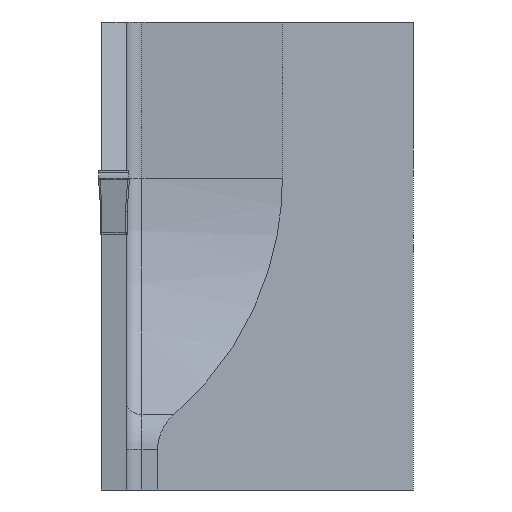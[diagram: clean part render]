
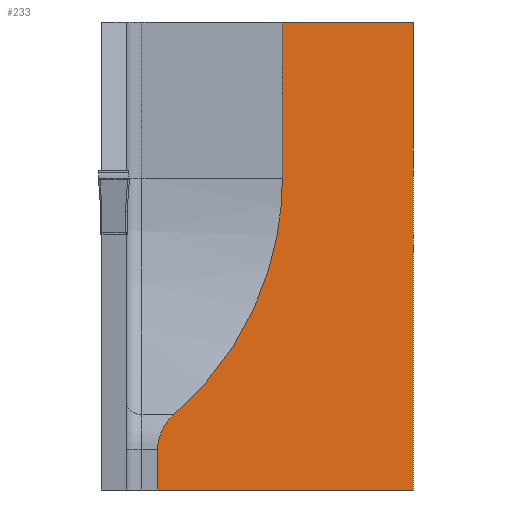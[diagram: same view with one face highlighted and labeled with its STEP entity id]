
A CAD part, left-side view. The second image highlights one B-rep face of the part: STEP entity #233.
In plain terms, the highlighted planar face has unit normal (-0.707, -0.707, 0).
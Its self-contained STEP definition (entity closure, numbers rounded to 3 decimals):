
#201=ELLIPSE('',#970,4.243,3.);
#202=ELLIPSE('',#985,28.284,20.);
#233=ADVANCED_FACE('',(#305),#269,.F.);
#269=PLANE('',#995);
#305=FACE_OUTER_BOUND('',#348,.T.);
#348=EDGE_LOOP('',(#488,#489,#490,#491,#492,#493,#494));
#488=ORIENTED_EDGE('',*,*,#728,.F.);
#489=ORIENTED_EDGE('',*,*,#724,.F.);
#490=ORIENTED_EDGE('',*,*,#718,.F.);
#491=ORIENTED_EDGE('',*,*,#734,.F.);
#492=ORIENTED_EDGE('',*,*,#737,.F.);
#493=ORIENTED_EDGE('',*,*,#712,.F.);
#494=ORIENTED_EDGE('',*,*,#709,.F.);
#633=VERTEX_POINT('',#1308);
#636=VERTEX_POINT('',#1313);
#637=VERTEX_POINT('',#1317);
#640=VERTEX_POINT('',#1324);
#642=VERTEX_POINT('',#1330);
#644=VERTEX_POINT('',#1335);
#648=VERTEX_POINT('',#1362);
#709=EDGE_CURVE('',#636,#633,#818,.T.);
#712=EDGE_CURVE('',#633,#637,#201,.T.);
#718=EDGE_CURVE('',#642,#640,#824,.T.);
#724=EDGE_CURVE('',#640,#644,#829,.T.);
#728=EDGE_CURVE('',#644,#636,#832,.T.);
#734=EDGE_CURVE('',#648,#642,#838,.T.);
#737=EDGE_CURVE('',#637,#648,#202,.T.);
#818=LINE('',#1314,#902);
#824=LINE('',#1331,#908);
#829=LINE('',#1343,#913);
#832=LINE('',#1348,#916);
#838=LINE('',#1361,#922);
#902=VECTOR('',#1068,1.);
#908=VECTOR('',#1084,1.);
#913=VECTOR('',#1093,1.);
#916=VECTOR('',#1100,1.);
#922=VECTOR('',#1120,1.);
#970=AXIS2_PLACEMENT_3D('',#1320,#1074,#1075);
#985=AXIS2_PLACEMENT_3D('',#1367,#1125,#1126);
#995=AXIS2_PLACEMENT_3D('',#1377,#1145,#1146);
#1068=DIRECTION('',(0.,0.,1.));
#1074=DIRECTION('',(0.707,0.707,0.));
#1075=DIRECTION('',(-0.707,0.707,0.));
#1084=DIRECTION('',(0.707,-0.707,0.));
#1093=DIRECTION('',(0.,0.,-1.));
#1100=DIRECTION('',(-0.707,0.707,0.));
#1120=DIRECTION('',(0.,0.,1.));
#1125=DIRECTION('',(-0.707,-0.707,0.));
#1126=DIRECTION('',(-0.707,0.707,0.));
#1145=DIRECTION('',(0.707,0.707,0.));
#1146=DIRECTION('',(0.707,-0.707,0.));
#1308=CARTESIAN_POINT('',(8.,16.4,-17.436));
#1313=CARTESIAN_POINT('',(8.,16.4,-20.));
#1314=CARTESIAN_POINT('',(8.,16.4,30.));
#1317=CARTESIAN_POINT('',(9.043,15.357,-15.161));
#1320=CARTESIAN_POINT('',(11.,13.4,-17.436));
#1324=CARTESIAN_POINT('',(24.4,0.,10.));
#1330=CARTESIAN_POINT('',(16.,8.4,10.));
#1331=CARTESIAN_POINT('',(24.4,0.,10.));
#1335=CARTESIAN_POINT('',(24.4,0.,-20.));
#1343=CARTESIAN_POINT('',(24.4,0.,30.));
#1348=CARTESIAN_POINT('',(24.4,0.,-20.));
#1361=CARTESIAN_POINT('',(16.,8.4,30.));
#1362=CARTESIAN_POINT('',(16.,8.4,0.));
#1367=CARTESIAN_POINT('',(-4.,28.4,0.));
#1377=CARTESIAN_POINT('',(24.4,0.,30.));
